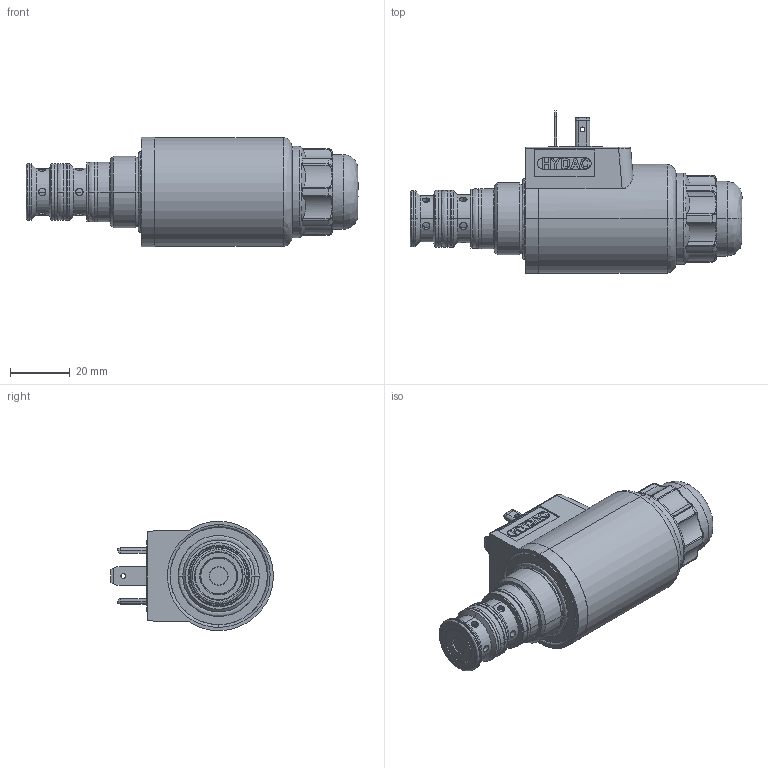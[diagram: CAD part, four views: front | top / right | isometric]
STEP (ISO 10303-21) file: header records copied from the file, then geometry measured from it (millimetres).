
FILE_DESCRIPTION (( 'STEP AP214' ), '1' );
FILE_NAME ('WS700-6M-E-2_2-V-24DG.STEP', '2020-02-19T08:41:07', ( '' ), ( '' ), 'SwSTEP 2.0', 'SolidWorks 2018', '' );
FILE_SCHEMA (( 'AUTOMOTIVE_DESIGN' ));
Length unit declared in the file: millimetre
Products named in the file (1): WS700-6M-E-2_2-V-24DG
Bounding box: 110.8 x 54.35 x 36.5 mm (x, y, z)
Volume: 82763.1 mm3; surface area: 21748.8 mm2
Topology: 8 solids, 11 shells, 1295 faces, 3500 edges, 2230 vertices
Faces by surface type: plane 710, cylinder 331, bspline 161, cone 93
Entity records: 55994 total; most frequent: CARTESIAN_POINT 14431, ORIENTED_EDGE 6960, DIRECTION 6147, EDGE_CURVE 3480, VECTOR 2267, LINE 2267, VERTEX_POINT 2230, AXIS2_PLACEMENT_3D 1940
